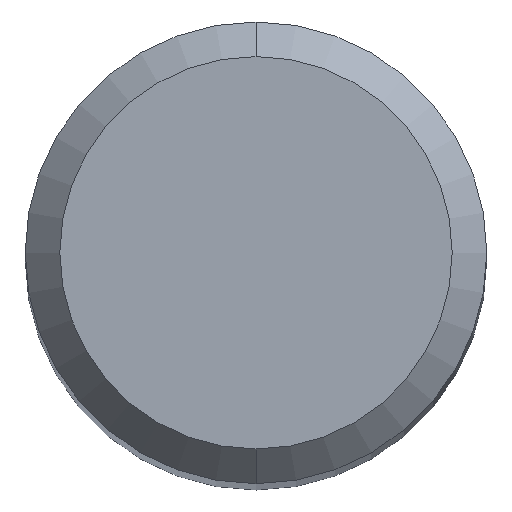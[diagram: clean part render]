
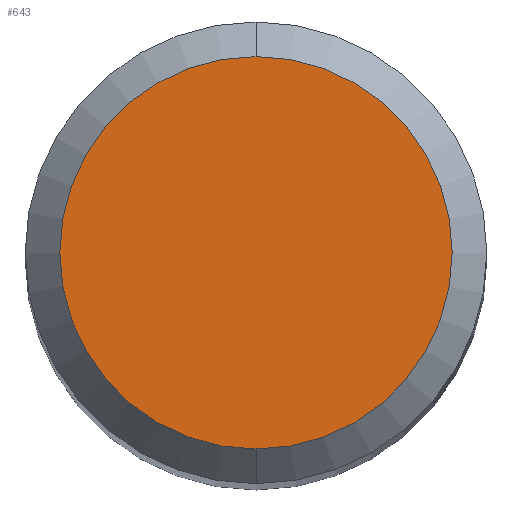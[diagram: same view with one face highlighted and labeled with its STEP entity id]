
A CAD part, top view. The second image highlights one B-rep face of the part: STEP entity #643.
In plain terms, the highlighted planar face has unit normal (0, 0, 1).
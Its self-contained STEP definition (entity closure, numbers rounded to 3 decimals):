
#609=VERTEX_POINT('',#1445);
#629=EDGE_CURVE('',#609,#783,#1469,.T.);
#643=ADVANCED_FACE('',(#1485),#1486,.T.);
#687=EDGE_CURVE('',#783,#609,#1534,.T.);
#783=VERTEX_POINT('',#1638);
#1445=CARTESIAN_POINT('',(0.0,1.7,0.0));
#1469=CIRCLE('',#2977,1.7);
#1485=FACE_OUTER_BOUND('',#3003,.T.);
#1486=PLANE('',#3004);
#1534=CIRCLE('',#3250,1.7);
#1638=CARTESIAN_POINT('',(0.,-1.7,0.0));
#2977=AXIS2_PLACEMENT_3D('',#5929,#5930,#5931);
#3003=EDGE_LOOP('',(#5956,#5957));
#3004=AXIS2_PLACEMENT_3D('',#5958,#5959,#5960);
#3250=AXIS2_PLACEMENT_3D('',#6030,#6031,#6032);
#5929=CARTESIAN_POINT('',(0.0,0.0,0.0));
#5930=DIRECTION('',(0.0,0.0,-1.0));
#5931=DIRECTION('',(0.0,1.0,0.0));
#5956=ORIENTED_EDGE('',*,*,#629,.F.);
#5957=ORIENTED_EDGE('',*,*,#687,.F.);
#5958=CARTESIAN_POINT('',(0.0,0.85,0.0));
#5959=DIRECTION('',(-0.0,0.0,1.0));
#5960=DIRECTION('',(0.0,-1.0,0.0));
#6030=CARTESIAN_POINT('',(0.0,0.0,0.0));
#6031=DIRECTION('',(0.0,0.0,-1.0));
#6032=DIRECTION('',(0.0,1.0,0.0));
